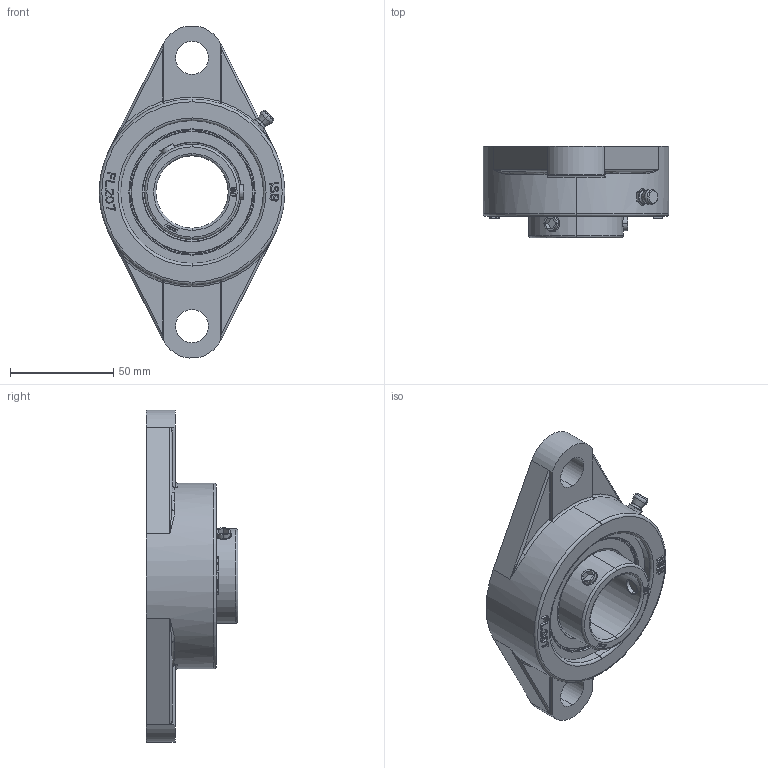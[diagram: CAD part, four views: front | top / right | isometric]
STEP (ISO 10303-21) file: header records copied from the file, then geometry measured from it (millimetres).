
FILE_DESCRIPTION((''),'2;1');
FILE_NAME('UCFL207_ASM','2016-04-21T',('giuseppe.caruso'),(''),'CREO PARAMETRIC BY PTC INC, 2014500','CREO PARAMETRIC BY PTC INC, 2014500','');
FILE_SCHEMA(('CONFIG_CONTROL_DESIGN'));
Length unit declared in the file: millimetre
Products named in the file (4): UCFL207_SUP; UC207; INGRASSATORE; UCFL207_ASM
Assembly tree (3 placements, depth 2):
  UCFL207_ASM
    UCFL207_SUP
    UC207
    INGRASSATORE
Bounding box: 90 x 44.4 x 160.89 mm (x, y, z)
Volume: 165483.6 mm3; surface area: 67195.1 mm2
Topology: 32 solids, 35 shells, 800 faces, 2078 edges, 1346 vertices
Faces by surface type: plane 568, cylinder 116, sphere 34, bspline 32, cone 26, torus 24
Entity records: 25903 total; most frequent: CARTESIAN_POINT 6212, ORIENTED_EDGE 4074, DIRECTION 3947, EDGE_CURVE 2046, VECTOR 1551, LINE 1551, VERTEX_POINT 1346, AXIS2_PLACEMENT_3D 1198
